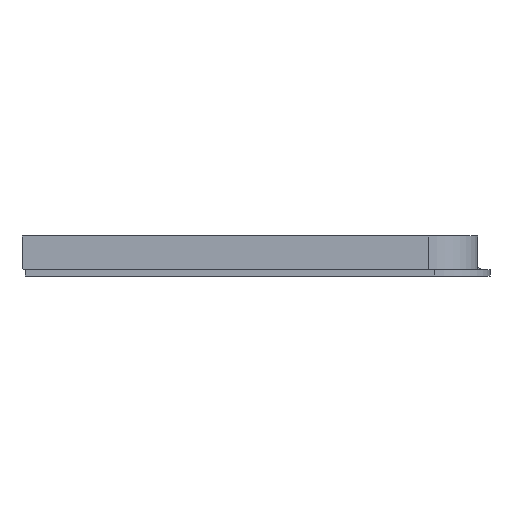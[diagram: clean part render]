
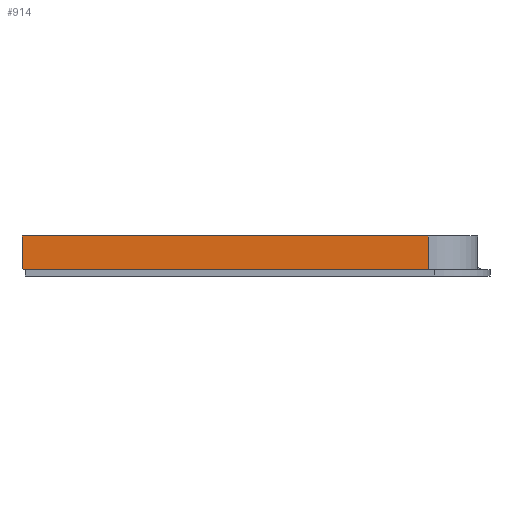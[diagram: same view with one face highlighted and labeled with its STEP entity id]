
A CAD part, left-side view. The second image highlights one B-rep face of the part: STEP entity #914.
In plain terms, the highlighted planar face has unit normal (-1, 0, 0).
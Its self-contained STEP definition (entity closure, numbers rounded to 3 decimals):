
#39=PLANE('',#1009);
#85=FACE_OUTER_BOUND('',#140,.T.);
#140=EDGE_LOOP('',(#726,#727,#728,#729,#730));
#204=LINE('',#1461,#294);
#207=LINE('',#1467,#297);
#208=LINE('',#1469,#298);
#209=LINE('',#1470,#299);
#294=VECTOR('',#1194,10.);
#297=VECTOR('',#1199,10.);
#298=VECTOR('',#1200,10.);
#299=VECTOR('',#1201,10.);
#375=CIRCLE('',#1007,1.);
#426=VERTEX_POINT('',#1454);
#427=VERTEX_POINT('',#1456);
#428=VERTEX_POINT('',#1460);
#430=VERTEX_POINT('',#1466);
#431=VERTEX_POINT('',#1468);
#532=EDGE_CURVE('',#426,#427,#375,.T.);
#534=EDGE_CURVE('',#427,#428,#204,.T.);
#537=EDGE_CURVE('',#430,#426,#207,.T.);
#538=EDGE_CURVE('',#430,#431,#208,.T.);
#539=EDGE_CURVE('',#428,#431,#209,.T.);
#726=ORIENTED_EDGE('',*,*,#532,.F.);
#727=ORIENTED_EDGE('',*,*,#537,.F.);
#728=ORIENTED_EDGE('',*,*,#538,.T.);
#729=ORIENTED_EDGE('',*,*,#539,.F.);
#730=ORIENTED_EDGE('',*,*,#534,.F.);
#914=ADVANCED_FACE('',(#85),#39,.T.);
#1007=AXIS2_PLACEMENT_3D('',#1457,#1189,#1190);
#1009=AXIS2_PLACEMENT_3D('',#1465,#1197,#1198);
#1189=DIRECTION('center_axis',(1.,0.,0.));
#1190=DIRECTION('ref_axis',(0.,0.707,-0.707));
#1194=DIRECTION('',(0.,0.,1.));
#1197=DIRECTION('center_axis',(-1.,0.,0.));
#1198=DIRECTION('ref_axis',(0.,-1.,0.));
#1199=DIRECTION('',(0.,1.,0.));
#1200=DIRECTION('',(0.,0.,1.));
#1201=DIRECTION('',(0.,-1.,0.));
#1454=CARTESIAN_POINT('',(2.,151.,2.));
#1456=CARTESIAN_POINT('',(2.,152.,3.));
#1457=CARTESIAN_POINT('Origin',(2.,151.,3.));
#1460=CARTESIAN_POINT('',(2.,152.,13.));
#1461=CARTESIAN_POINT('',(2.,152.,0.));
#1465=CARTESIAN_POINT('Origin',(2.,148.,0.));
#1466=CARTESIAN_POINT('',(2.,20.,2.));
#1467=CARTESIAN_POINT('',(2.,148.,2.));
#1468=CARTESIAN_POINT('',(2.,20.,13.));
#1469=CARTESIAN_POINT('',(2.,20.,0.));
#1470=CARTESIAN_POINT('',(2.,148.,13.));
